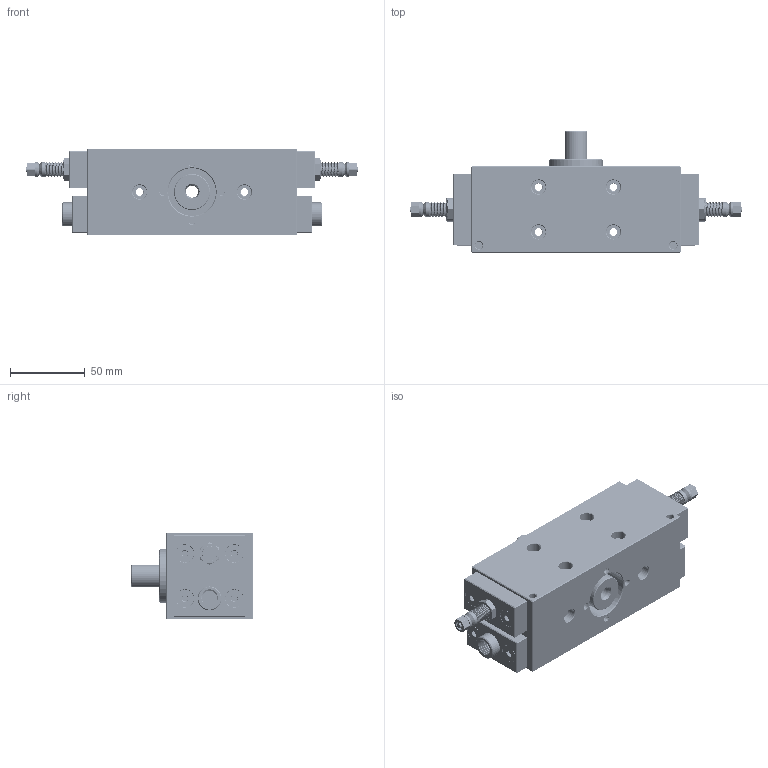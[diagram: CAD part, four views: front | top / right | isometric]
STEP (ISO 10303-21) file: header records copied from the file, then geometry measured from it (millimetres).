
FILE_DESCRIPTION(/* description */ (''),/* implementation_level */ '2;1');
FILE_NAME(/* name */ '8d1693e7-9483-485b-b08b-221723ed6035.stp',/* time_stamp */ '2022-10-25T19:46:04Z',/* author */ (''),/* organization */ (''),/* preprocessor_version */ 'ST-DEVELOPER v19.2',/* originating_system */ 'Autodesk Translation Framework v11.17.0.187',/* authorisation */ '');
FILE_SCHEMA (('AUTOMOTIVE_DESIGN { 1 0 10303 214 3 1 1 }'));
Products named in the file (10): MD 20/360; Body_part_1; Body_part_2; Rod; AS 10/50; AS 10/50_1; Hex_nut_M10; Screw_M10; Body_part_3; Flat_head_screw_M6
Assembly tree (16 placements, depth 3):
  MD 20/360
    Body_part_1
    Body_part_2  x2
    Flat_head_screw_M6  x4
    Rod
    AS 10/50
      Hex_nut_M10
      Screw_M10
    AS 10/50_1
      Hex_nut_M10
      Screw_M10
    Body_part_3  x2
Bounding box: 222 x 81.5 x 58 mm (x, y, z)
Volume: 514456.5 mm3; surface area: 98508.5 mm2
Topology: 18 solids, 18 shells, 1781 faces, 4808 edges, 3104 vertices
Faces by surface type: cylinder 1228, plane 338, cone 133, bspline 82
Full cylindrical faces by diameter (mm): 3 x2, 4.234 x44, 4.701 x88, 5 x4, 5.035 x96, 5.12 x22, 6 x90, 6.147 x52, 7.5 x2, 8.3 x1, 8.526 x18, 8.744 x32, 8.913 x4, 9.4 x12, 9.884 x60, 10 x4, 10.161 x6, 10.198 x24, 10.274 x18, 12 x8, 12.227 x18, 15 x1, 16 x2, 24 x1, 32 x1, 36 x2
Entity records: 95717 total; most frequent: CARTESIAN_POINT 69222, ORIENTED_EDGE 6452, DIRECTION 3937, EDGE_CURVE 3226, VERTEX_POINT 2099, B_SPLINE_CURVE_WITH_KNOTS 1798, AXIS2_PLACEMENT_3D 1420, EDGE_LOOP 1235
